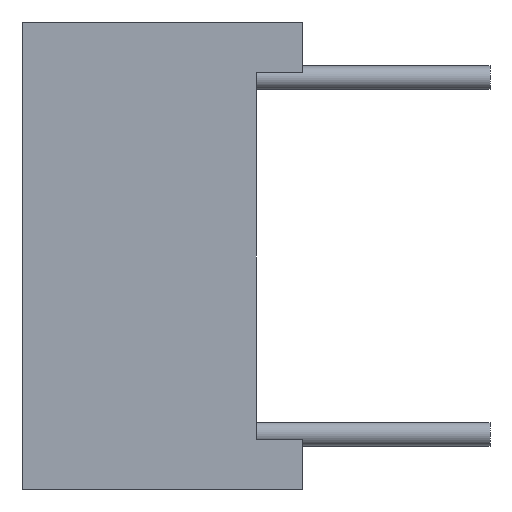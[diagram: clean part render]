
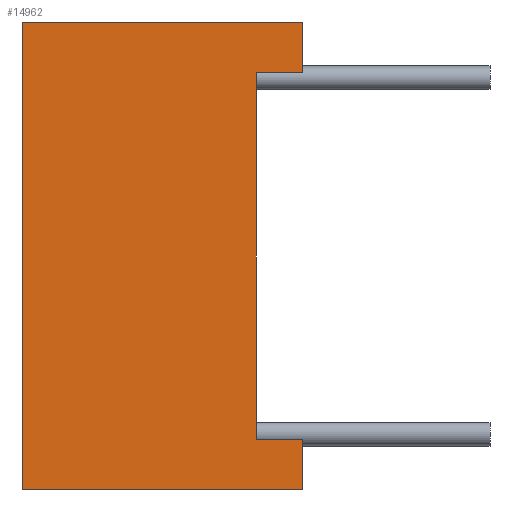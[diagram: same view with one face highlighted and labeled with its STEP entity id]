
A CAD part, left-side view. The second image highlights one B-rep face of the part: STEP entity #14962.
In plain terms, the highlighted planar face has unit normal (-1, 0, 0).
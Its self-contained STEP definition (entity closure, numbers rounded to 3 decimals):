
#751 = VERTEX_POINT ( 'NONE', #9401 ) ;
#838 = VERTEX_POINT ( 'NONE', #9488 ) ;
#846 = VERTEX_POINT ( 'NONE', #9496 ) ;
#849 = VERTEX_POINT ( 'NONE', #9499 ) ;
#850 = VERTEX_POINT ( 'NONE', #9500 ) ;
#851 = VERTEX_POINT ( 'NONE', #9501 ) ;
#866 = VERTEX_POINT ( 'NONE', #9516 ) ;
#867 = VERTEX_POINT ( 'NONE', #9517 ) ;
#1088 = EDGE_LOOP ( 'NONE', ( #16424, #16426, #16425, #16428, #16429, #16427, #16430, #16431 ) ) ;
#1979 = LINE ( 'NONE', #1980, #4170 ) ;
#1980 = CARTESIAN_POINT ( 'NONE',  ( -7.5, 0., -5. ) ) ;
#1981 = DIRECTION ( 'NONE',  ( 0., 0., 1. ) ) ;
#2072 = LINE ( 'NONE', #2073, #4201 ) ;
#2073 = CARTESIAN_POINT ( 'NONE',  ( -7.5, -5., -3.917 ) ) ;
#2074 = DIRECTION ( 'NONE',  ( 0., -1., 0. ) ) ;
#2075 = LINE ( 'NONE', #2076, #4202 ) ;
#2076 = CARTESIAN_POINT ( 'NONE',  ( -7.5, -5., 3.917 ) ) ;
#2077 = DIRECTION ( 'NONE',  ( 0., -1., 0. ) ) ;
#2078 = LINE ( 'NONE', #2079, #4203 ) ;
#2079 = CARTESIAN_POINT ( 'NONE',  ( -7.5, -6., -5. ) ) ;
#2080 = DIRECTION ( 'NONE',  ( 0., 0., 1. ) ) ;
#2324 = LINE ( 'NONE', #2325, #4286 ) ;
#2325 = CARTESIAN_POINT ( 'NONE',  ( -7.5, -6., 5. ) ) ;
#2326 = DIRECTION ( 'NONE',  ( 0., 1., 0. ) ) ;
#2342 = LINE ( 'NONE', #2343, #4292 ) ;
#2343 = CARTESIAN_POINT ( 'NONE',  ( -7.5, -6., -5. ) ) ;
#2344 = DIRECTION ( 'NONE',  ( 0., 0., 1. ) ) ;
#4170 = VECTOR ( 'NONE', #1981, 1000. ) ;
#4201 = VECTOR ( 'NONE', #2074, 1000. ) ;
#4202 = VECTOR ( 'NONE', #2077, 1000. ) ;
#4203 = VECTOR ( 'NONE', #2080, 1000. ) ;
#4286 = VECTOR ( 'NONE', #2326, 1000. ) ;
#4292 = VECTOR ( 'NONE', #2344, 1000. ) ;
#4336 = VECTOR ( 'NONE', #13229, 1000. ) ;
#4369 = VECTOR ( 'NONE', #13505, 1000. ) ;
#5620 = FACE_OUTER_BOUND ( 'NONE', #1088, .T. ) ;
#5626 = AXIS2_PLACEMENT_3D ( 'NONE', #6191, #6192, #6193 ) ;
#6190 = PLANE ( 'NONE',  #5626 ) ;
#6191 = CARTESIAN_POINT ( 'NONE',  ( -7.5, -6., -5. ) ) ;
#6192 = DIRECTION ( 'NONE',  ( -1., 0., 0. ) ) ;
#6193 = DIRECTION ( 'NONE',  ( 0., 0., 1. ) ) ;
#9401 = CARTESIAN_POINT ( 'NONE',  ( -7.5, -6., -3.917 ) ) ;
#9488 = CARTESIAN_POINT ( 'NONE',  ( -7.5, -6., 3.917 ) ) ;
#9496 = CARTESIAN_POINT ( 'NONE',  ( -7.5, 0., 5. ) ) ;
#9499 = CARTESIAN_POINT ( 'NONE',  ( -7.5, -6., 5. ) ) ;
#9500 = CARTESIAN_POINT ( 'NONE',  ( -7.5, 0., -5. ) ) ;
#9501 = CARTESIAN_POINT ( 'NONE',  ( -7.5, -6., -5. ) ) ;
#9516 = CARTESIAN_POINT ( 'NONE',  ( -7.5, -5., -3.917 ) ) ;
#9517 = CARTESIAN_POINT ( 'NONE',  ( -7.5, -5., 3.917 ) ) ;
#13227 = LINE ( 'NONE', #13228, #4336 ) ;
#13228 = CARTESIAN_POINT ( 'NONE',  ( -7.5, -5., 3.917 ) ) ;
#13229 = DIRECTION ( 'NONE',  ( 0., 0., -1. ) ) ;
#13503 = LINE ( 'NONE', #13504, #4369 ) ;
#13504 = CARTESIAN_POINT ( 'NONE',  ( -7.5, -6., -5. ) ) ;
#13505 = DIRECTION ( 'NONE',  ( 0., 1., 0. ) ) ;
#14615 = EDGE_CURVE ( 'NONE', #850, #846, #1979, .T. ) ;
#14646 = EDGE_CURVE ( 'NONE', #866, #751, #2072, .T. ) ;
#14647 = EDGE_CURVE ( 'NONE', #867, #838, #2075, .T. ) ;
#14648 = EDGE_CURVE ( 'NONE', #851, #751, #2078, .T. ) ;
#14730 = EDGE_CURVE ( 'NONE', #849, #846, #2324, .T. ) ;
#14736 = EDGE_CURVE ( 'NONE', #838, #849, #2342, .T. ) ;
#14796 = EDGE_CURVE ( 'NONE', #867, #866, #13227, .T. ) ;
#14840 = EDGE_CURVE ( 'NONE', #851, #850, #13503, .T. ) ;
#14962 = ADVANCED_FACE ( 'NONE', ( #5620 ), #6190, .T. ) ;
#16424 = ORIENTED_EDGE ( 'NONE', *, *, #14646, .F. ) ;
#16425 = ORIENTED_EDGE ( 'NONE', *, *, #14647, .T. ) ;
#16426 = ORIENTED_EDGE ( 'NONE', *, *, #14796, .F. ) ;
#16427 = ORIENTED_EDGE ( 'NONE', *, *, #14615, .F. ) ;
#16428 = ORIENTED_EDGE ( 'NONE', *, *, #14736, .T. ) ;
#16429 = ORIENTED_EDGE ( 'NONE', *, *, #14730, .T. ) ;
#16430 = ORIENTED_EDGE ( 'NONE', *, *, #14840, .F. ) ;
#16431 = ORIENTED_EDGE ( 'NONE', *, *, #14648, .T. ) ;
